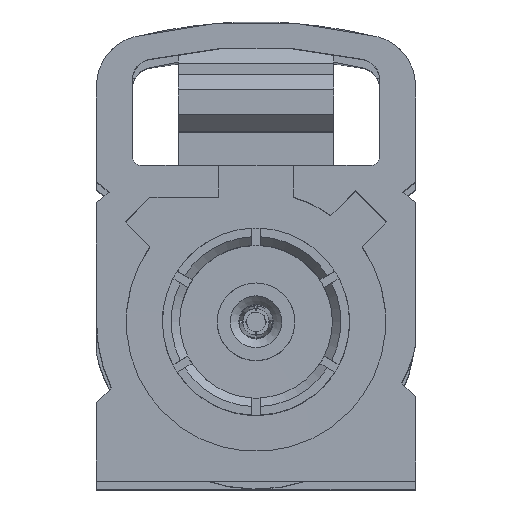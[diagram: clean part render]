
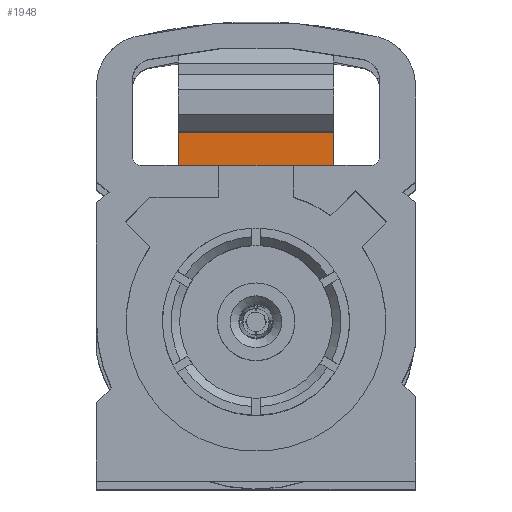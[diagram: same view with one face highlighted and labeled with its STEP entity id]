
A CAD part, top view. The second image highlights one B-rep face of the part: STEP entity #1948.
In plain terms, the highlighted planar face has unit normal (0, 0, 1).
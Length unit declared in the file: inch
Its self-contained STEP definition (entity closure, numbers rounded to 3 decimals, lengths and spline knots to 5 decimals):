
#127 = EDGE_CURVE ( 'NONE', #245, #4768, #927, .T. ) ;
#245 = VERTEX_POINT ( 'NONE', #2403 ) ;
#275 = DIRECTION ( 'NONE',  ( -1., 0., 0. ) ) ;
#409 = VERTEX_POINT ( 'NONE', #676 ) ;
#423 = LINE ( 'NONE', #5428, #3250 ) ;
#600 = LINE ( 'NONE', #7370, #1249 ) ;
#676 = CARTESIAN_POINT ( 'NONE',  ( -0.09, 0.18105, -0.25742 ) ) ;
#711 = EDGE_CURVE ( 'NONE', #6609, #409, #423, .T. ) ;
#737 = ORIENTED_EDGE ( 'NONE', *, *, #3055, .F. ) ;
#812 = AXIS2_PLACEMENT_3D ( 'NONE', #4935, #8050, #1079 ) ;
#927 = LINE ( 'NONE', #5892, #6233 ) ;
#1079 = DIRECTION ( 'NONE',  ( -1., 0., 0. ) ) ;
#1097 = DIRECTION ( 'NONE',  ( 0., -1., 0. ) ) ;
#1249 = VECTOR ( 'NONE', #1747, 39.37008 ) ;
#1352 = ORIENTED_EDGE ( 'NONE', *, *, #6305, .T. ) ;
#1697 = LINE ( 'NONE', #3587, #5275 ) ;
#1747 = DIRECTION ( 'NONE',  ( -1., 0., 0. ) ) ;
#1827 = CARTESIAN_POINT ( 'NONE',  ( -0.09, 0.21996, -0.25742 ) ) ;
#1852 = ORIENTED_EDGE ( 'NONE', *, *, #6279, .T. ) ;
#1948 = ADVANCED_FACE ( 'NONE', ( #7928 ), #7317, .F. ) ;
#2090 = ORIENTED_EDGE ( 'NONE', *, *, #3209, .T. ) ;
#2403 = CARTESIAN_POINT ( 'NONE',  ( 0.09, 0.18105, -0.25742 ) ) ;
#2578 = CARTESIAN_POINT ( 'NONE',  ( 0.04331, 0.18105, -0.25742 ) ) ;
#2643 = CARTESIAN_POINT ( 'NONE',  ( -0.09, 0.21996, -0.25742 ) ) ;
#2672 = LINE ( 'NONE', #5175, #5147 ) ;
#2966 = ORIENTED_EDGE ( 'NONE', *, *, #127, .F. ) ;
#3055 = EDGE_CURVE ( 'NONE', #3782, #245, #1697, .T. ) ;
#3209 = EDGE_CURVE ( 'NONE', #6609, #4768, #2672, .T. ) ;
#3250 = VECTOR ( 'NONE', #7431, 39.37008 ) ;
#3587 = CARTESIAN_POINT ( 'NONE',  ( 0.09, 0.21996, -0.25742 ) ) ;
#3782 = VERTEX_POINT ( 'NONE', #6554 ) ;
#3872 = DIRECTION ( 'NONE',  ( 1., 0., 0. ) ) ;
#4301 = LINE ( 'NONE', #1827, #6620 ) ;
#4768 = VERTEX_POINT ( 'NONE', #2578 ) ;
#4935 = CARTESIAN_POINT ( 'NONE',  ( 0.09, 0.21996, -0.25742 ) ) ;
#4938 = DIRECTION ( 'NONE',  ( 0., -1., 0. ) ) ;
#5147 = VECTOR ( 'NONE', #3872, 39.37008 ) ;
#5172 = EDGE_LOOP ( 'NONE', ( #1352, #5371, #2090, #2966, #737, #1852 ) ) ;
#5175 = CARTESIAN_POINT ( 'NONE',  ( 0.09, 0.18105, -0.25742 ) ) ;
#5275 = VECTOR ( 'NONE', #4938, 39.37008 ) ;
#5310 = CARTESIAN_POINT ( 'NONE',  ( -0.04331, 0.18105, -0.25742 ) ) ;
#5324 = VERTEX_POINT ( 'NONE', #2643 ) ;
#5371 = ORIENTED_EDGE ( 'NONE', *, *, #711, .F. ) ;
#5428 = CARTESIAN_POINT ( 'NONE',  ( 0.09, 0.18105, -0.25742 ) ) ;
#5892 = CARTESIAN_POINT ( 'NONE',  ( 0.09, 0.18105, -0.25742 ) ) ;
#6233 = VECTOR ( 'NONE', #275, 39.37008 ) ;
#6279 = EDGE_CURVE ( 'NONE', #3782, #5324, #600, .T. ) ;
#6305 = EDGE_CURVE ( 'NONE', #5324, #409, #4301, .T. ) ;
#6554 = CARTESIAN_POINT ( 'NONE',  ( 0.09, 0.21996, -0.25742 ) ) ;
#6609 = VERTEX_POINT ( 'NONE', #5310 ) ;
#6620 = VECTOR ( 'NONE', #1097, 39.37008 ) ;
#7317 = PLANE ( 'NONE',  #812 ) ;
#7370 = CARTESIAN_POINT ( 'NONE',  ( 0.09, 0.21996, -0.25742 ) ) ;
#7431 = DIRECTION ( 'NONE',  ( -1., 0., 0. ) ) ;
#7928 = FACE_OUTER_BOUND ( 'NONE', #5172, .T. ) ;
#8050 = DIRECTION ( 'NONE',  ( 0., 0., -1. ) ) ;
